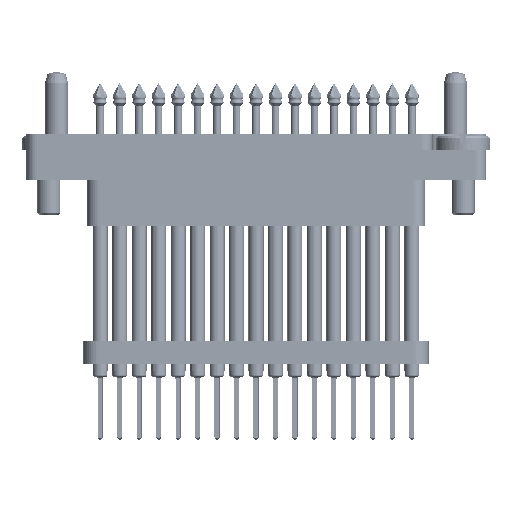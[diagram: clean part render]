
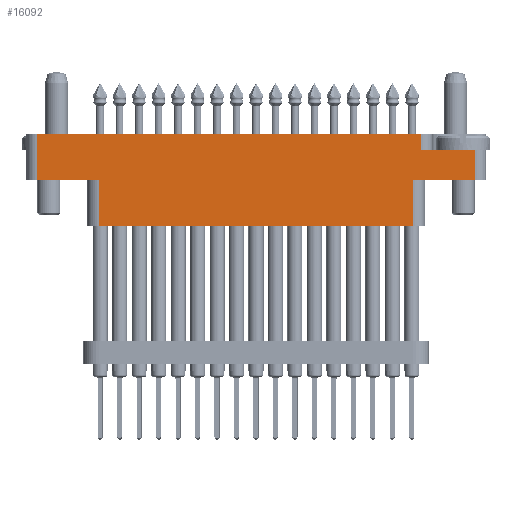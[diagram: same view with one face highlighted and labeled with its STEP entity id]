
A CAD part, left-side view. The second image highlights one B-rep face of the part: STEP entity #16092.
In plain terms, the highlighted planar face has unit normal (-1, 0, 0).
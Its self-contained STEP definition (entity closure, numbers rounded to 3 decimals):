
#31 = EDGE_CURVE ( 'NONE', #44117, #32714, #16008, .T. ) ;
#1624 = PLANE ( 'NONE',  #33399 ) ;
#2090 = DIRECTION ( 'NONE',  ( 0., -1., 0. ) ) ;
#2246 = DIRECTION ( 'NONE',  ( 0., -1., 0. ) ) ;
#2763 = CARTESIAN_POINT ( 'NONE',  ( -14.35, -28.5, -6. ) ) ;
#3412 = VECTOR ( 'NONE', #40301, 1000. ) ;
#3791 = VERTEX_POINT ( 'NONE', #6855 ) ;
#4527 = DIRECTION ( 'NONE',  ( 0., -1., 0. ) ) ;
#5623 = VECTOR ( 'NONE', #44289, 1000. ) ;
#5700 = VECTOR ( 'NONE', #26726, 1000. ) ;
#5761 = VERTEX_POINT ( 'NONE', #18555 ) ;
#6177 = LINE ( 'NONE', #26898, #5623 ) ;
#6315 = VERTEX_POINT ( 'NONE', #37071 ) ;
#6855 = CARTESIAN_POINT ( 'NONE',  ( -14.35, 20.5, -6. ) ) ;
#7699 = EDGE_CURVE ( 'NONE', #5761, #29286, #18488, .T. ) ;
#8419 = ORIENTED_EDGE ( 'NONE', *, *, #26111, .T. ) ;
#10988 = ORIENTED_EDGE ( 'NONE', *, *, #43419, .T. ) ;
#11098 = DIRECTION ( 'NONE',  ( 0., 0., 1. ) ) ;
#11132 = VERTEX_POINT ( 'NONE', #15723 ) ;
#11200 = LINE ( 'NONE', #38613, #29771 ) ;
#11520 = LINE ( 'NONE', #33107, #36635 ) ;
#11847 = EDGE_LOOP ( 'NONE', ( #24378, #21205, #27720, #34885, #10988, #36655, #13689, #8419, #25668, #34276 ) ) ;
#12309 = DIRECTION ( 'NONE',  ( -1., 0., 0. ) ) ;
#13689 = ORIENTED_EDGE ( 'NONE', *, *, #7699, .F. ) ;
#14116 = CARTESIAN_POINT ( 'NONE',  ( -14.35, -21.5, 0. ) ) ;
#15723 = CARTESIAN_POINT ( 'NONE',  ( -14.35, -21.5, -2.1 ) ) ;
#15763 = CARTESIAN_POINT ( 'NONE',  ( -14.35, 30., -6. ) ) ;
#16008 = LINE ( 'NONE', #30210, #5700 ) ;
#16092 = ADVANCED_FACE ( 'NONE', ( #33434 ), #1624, .T. ) ;
#16855 = VECTOR ( 'NONE', #25258, 1000. ) ;
#17817 = LINE ( 'NONE', #38954, #20494 ) ;
#18488 = LINE ( 'NONE', #29190, #3412 ) ;
#18555 = CARTESIAN_POINT ( 'NONE',  ( -14.35, -20.5, -12. ) ) ;
#19722 = VECTOR ( 'NONE', #11098, 1000. ) ;
#20494 = VECTOR ( 'NONE', #36768, 1000. ) ;
#21205 = ORIENTED_EDGE ( 'NONE', *, *, #44008, .T. ) ;
#21686 = EDGE_CURVE ( 'NONE', #11132, #34396, #35685, .T. ) ;
#21984 = CARTESIAN_POINT ( 'NONE',  ( -14.35, -30., -2.1 ) ) ;
#22004 = DIRECTION ( 'NONE',  ( 0., 0., 1. ) ) ;
#24378 = ORIENTED_EDGE ( 'NONE', *, *, #21686, .F. ) ;
#24964 = VECTOR ( 'NONE', #2246, 1000. ) ;
#25109 = VERTEX_POINT ( 'NONE', #2763 ) ;
#25258 = DIRECTION ( 'NONE',  ( 0., -1., 0. ) ) ;
#25379 = DIRECTION ( 'NONE',  ( 0., -1., 0. ) ) ;
#25668 = ORIENTED_EDGE ( 'NONE', *, *, #38786, .T. ) ;
#25812 = CARTESIAN_POINT ( 'NONE',  ( -14.35, -28.5, -2.1 ) ) ;
#26111 = EDGE_CURVE ( 'NONE', #5761, #6315, #28990, .T. ) ;
#26657 = LINE ( 'NONE', #33598, #24964 ) ;
#26726 = DIRECTION ( 'NONE',  ( 0., 0., -1. ) ) ;
#26898 = CARTESIAN_POINT ( 'NONE',  ( -14.35, 20.5, -12. ) ) ;
#27720 = ORIENTED_EDGE ( 'NONE', *, *, #45516, .F. ) ;
#28988 = LINE ( 'NONE', #14116, #32955 ) ;
#28990 = LINE ( 'NONE', #38735, #19722 ) ;
#29190 = CARTESIAN_POINT ( 'NONE',  ( -14.35, 22., -12. ) ) ;
#29286 = VERTEX_POINT ( 'NONE', #36915 ) ;
#29771 = VECTOR ( 'NONE', #25379, 1000. ) ;
#30210 = CARTESIAN_POINT ( 'NONE',  ( -14.35, 28.5, -6. ) ) ;
#32714 = VERTEX_POINT ( 'NONE', #35476 ) ;
#32955 = VECTOR ( 'NONE', #22004, 1000. ) ;
#33107 = CARTESIAN_POINT ( 'NONE',  ( -14.35, 30., -6. ) ) ;
#33399 = AXIS2_PLACEMENT_3D ( 'NONE', #15763, #12309, #2090 ) ;
#33434 = FACE_OUTER_BOUND ( 'NONE', #11847, .T. ) ;
#33598 = CARTESIAN_POINT ( 'NONE',  ( -14.35, 30., 0. ) ) ;
#34276 = ORIENTED_EDGE ( 'NONE', *, *, #36408, .T. ) ;
#34396 = VERTEX_POINT ( 'NONE', #25812 ) ;
#34841 = EDGE_CURVE ( 'NONE', #3791, #29286, #6177, .T. ) ;
#34885 = ORIENTED_EDGE ( 'NONE', *, *, #31, .T. ) ;
#35476 = CARTESIAN_POINT ( 'NONE',  ( -14.35, 28.5, -6. ) ) ;
#35685 = LINE ( 'NONE', #21984, #16855 ) ;
#36408 = EDGE_CURVE ( 'NONE', #25109, #34396, #17817, .T. ) ;
#36635 = VECTOR ( 'NONE', #4527, 1000. ) ;
#36655 = ORIENTED_EDGE ( 'NONE', *, *, #34841, .T. ) ;
#36768 = DIRECTION ( 'NONE',  ( 0., 0., 1. ) ) ;
#36915 = CARTESIAN_POINT ( 'NONE',  ( -14.35, 20.5, -12. ) ) ;
#37071 = CARTESIAN_POINT ( 'NONE',  ( -14.35, -20.5, -6. ) ) ;
#37078 = CARTESIAN_POINT ( 'NONE',  ( -14.35, 28.5, 0. ) ) ;
#37650 = VERTEX_POINT ( 'NONE', #38961 ) ;
#38613 = CARTESIAN_POINT ( 'NONE',  ( -14.35, 30., -6. ) ) ;
#38735 = CARTESIAN_POINT ( 'NONE',  ( -14.35, -20.5, -6. ) ) ;
#38786 = EDGE_CURVE ( 'NONE', #6315, #25109, #11200, .T. ) ;
#38954 = CARTESIAN_POINT ( 'NONE',  ( -14.35, -28.5, -6. ) ) ;
#38961 = CARTESIAN_POINT ( 'NONE',  ( -14.35, -21.5, 0. ) ) ;
#40301 = DIRECTION ( 'NONE',  ( 0., 1., 0. ) ) ;
#43419 = EDGE_CURVE ( 'NONE', #32714, #3791, #11520, .T. ) ;
#44008 = EDGE_CURVE ( 'NONE', #11132, #37650, #28988, .T. ) ;
#44117 = VERTEX_POINT ( 'NONE', #37078 ) ;
#44289 = DIRECTION ( 'NONE',  ( 0., 0., -1. ) ) ;
#45516 = EDGE_CURVE ( 'NONE', #44117, #37650, #26657, .T. ) ;
